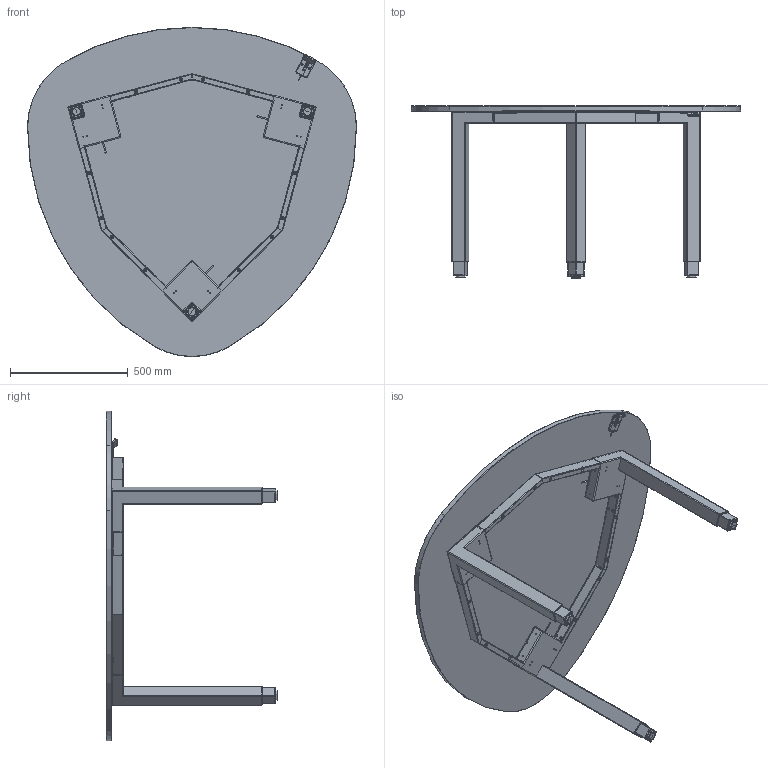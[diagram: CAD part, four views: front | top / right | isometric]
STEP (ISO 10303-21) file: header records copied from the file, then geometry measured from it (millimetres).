
FILE_DESCRIPTION (( 'STEP AP203' ), '1' );
FILE_NAME ('PLECTRUM 1400 - HIGH END by Swedstyle_561000XXG-1.STEP', '2021-03-05T12:30:59', ( '' ), ( '' ), 'SwSTEP 2.0', 'SolidWorks 2019', '' );
FILE_SCHEMA (( 'CONFIG_CONTROL_DESIGN' ));
Length unit declared in the file: millimetre
Products named in the file (3): PLECTRUM 1400 - HIGH END by Swedstyle_561000XXG-1; Skiva inkl. bordskontroll - Plectrum 1400 HIGH END; Plectrum 1400, +50mm, exkl. skiva - HIGH END
Assembly tree (2 placements, depth 2):
  PLECTRUM 1400 - HIGH END by Swedstyle_561000XXG-1
    Plectrum 1400, +50mm, exkl. skiva - HIGH END
    Skiva inkl. bordskontroll - Plectrum 1400 HIGH END
Bounding box: 1399.58 x 730.9 x 1400 mm (x, y, z)
Surface area: 4433669.9 mm2 (no closed solid volume)
Topology: 0 solids, 114 shells, 768 faces, 3115 edges, 2418 vertices
Faces by surface type: plane 347, cylinder 317, torus 55, cone 27, sphere 11, bspline 11
Entity records: 33382 total; most frequent: CARTESIAN_POINT 7112, DIRECTION 5698, ORIENTED_EDGE 4321, EDGE_CURVE 3101, VERTEX_POINT 2418, AXIS2_PLACEMENT_3D 1914, VECTOR 1870, LINE 1870
